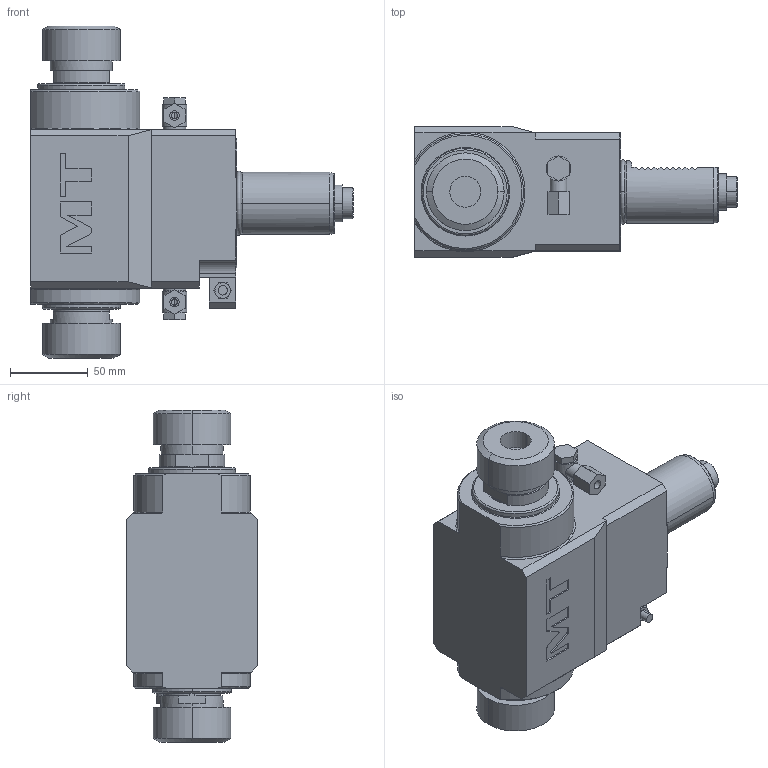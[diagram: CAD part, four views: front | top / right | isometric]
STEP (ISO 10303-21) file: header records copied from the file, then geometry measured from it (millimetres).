
FILE_DESCRIPTION((''),'2;1');
FILE_NAME('SAU0540232_CONF','2025-01-13T08:41:30',('fpalella'),('M.T. srl'),'CREO PARAMETRIC BY PTC INC, 2023352','CREO PARAMETRIC BY PTC INC, 2023352','');
FILE_SCHEMA(('CONFIG_CONTROL_DESIGN'));
Length unit declared in the file: millimetre
Products named in the file (1): SAU0540232_CONF
Bounding box: 207.5 x 84 x 213.69 mm (x, y, z)
Volume: 1423839.9 mm3; surface area: 120864 mm2
Topology: 1 solids, 1 shells, 436 faces, 1081 edges, 686 vertices
Faces by surface type: plane 254, cylinder 114, cone 49, torus 15, extrusion 4
Entity records: 13985 total; most frequent: CARTESIAN_POINT 3609, ORIENTED_EDGE 2162, DIRECTION 2125, EDGE_CURVE 1081, AXIS2_PLACEMENT_3D 764, VERTEX_POINT 686, VECTOR 597, LINE 593
